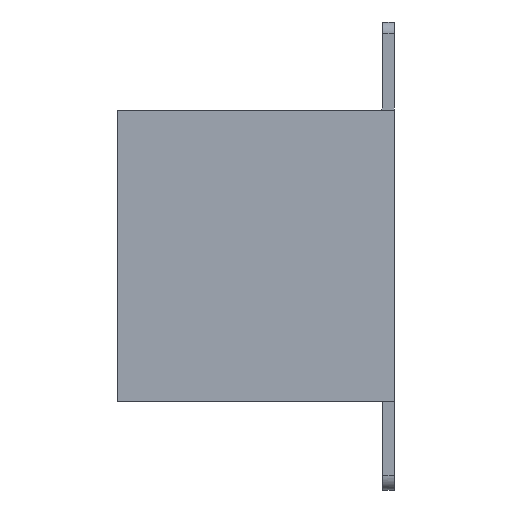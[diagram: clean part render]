
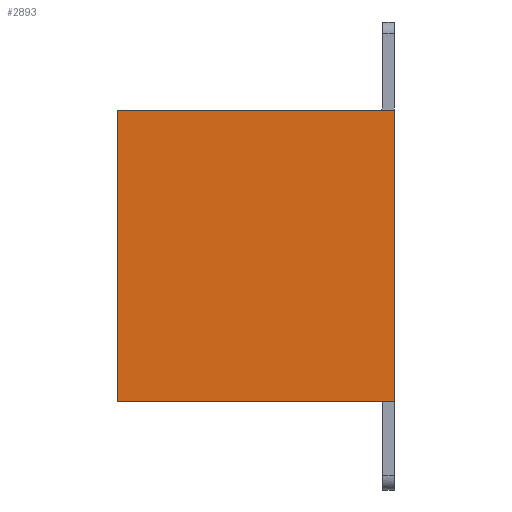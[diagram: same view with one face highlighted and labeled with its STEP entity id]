
A CAD part, left-side view. The second image highlights one B-rep face of the part: STEP entity #2893.
In plain terms, the highlighted planar face has unit normal (-1, 0, 0).
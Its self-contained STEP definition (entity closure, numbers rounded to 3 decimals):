
#196=CARTESIAN_POINT('',(0.,6.4,0.));
#197=VERTEX_POINT('',#196);
#207=CARTESIAN_POINT('',(0.,1.5,0.));
#208=VERTEX_POINT('',#207);
#209=CARTESIAN_POINT('',(0.,6.4,0.));
#210=CARTESIAN_POINT('',(0.,5.42,0.));
#211=CARTESIAN_POINT('',(0.,4.44,0.));
#212=CARTESIAN_POINT('',(0.,3.46,0.));
#213=CARTESIAN_POINT('',(0.,2.48,0.));
#214=CARTESIAN_POINT('',(0.,1.5,0.));
#215=B_SPLINE_CURVE_WITH_KNOTS('',5,(#209,#210,#211,#212,#213,#214),.UNSPECIFIED.,.F.,.U.,(6,6),(0.,4.9),.UNSPECIFIED.);
#216=EDGE_CURVE('',#197,#208,#215,.T.);
#2122=CARTESIAN_POINT('',(0.,1.5,-5.15));
#2123=VERTEX_POINT('',#2122);
#2133=CARTESIAN_POINT('',(0.,6.4,-5.15));
#2134=VERTEX_POINT('',#2133);
#2135=CARTESIAN_POINT('',(0.,6.4,-5.15));
#2136=CARTESIAN_POINT('',(0.,5.42,-5.15));
#2137=CARTESIAN_POINT('',(0.,4.44,-5.15));
#2138=CARTESIAN_POINT('',(0.,3.46,-5.15));
#2139=CARTESIAN_POINT('',(0.,2.48,-5.15));
#2140=CARTESIAN_POINT('',(0.,1.5,-5.15));
#2141=B_SPLINE_CURVE_WITH_KNOTS('',5,(#2135,#2136,#2137,#2138,#2139,#2140),.UNSPECIFIED.,.F.,.U.,(6,6),(0.9,5.8),.UNSPECIFIED.);
#2142=EDGE_CURVE('',#2134,#2123,#2141,.T.);
#2843=CARTESIAN_POINT('',(0.,6.4,-5.15));
#2844=CARTESIAN_POINT('',(0.,6.4,-4.12));
#2845=CARTESIAN_POINT('',(0.,6.4,-3.09));
#2846=CARTESIAN_POINT('',(0.,6.4,-2.06));
#2847=CARTESIAN_POINT('',(0.,6.4,-1.03));
#2848=CARTESIAN_POINT('',(0.,6.4,0.));
#2849=B_SPLINE_CURVE_WITH_KNOTS('',5,(#2843,#2844,#2845,#2846,#2847,#2848),.UNSPECIFIED.,.F.,.U.,(6,6),(0.,5.15),.UNSPECIFIED.);
#2850=EDGE_CURVE('',#2134,#197,#2849,.T.);
#2874=CARTESIAN_POINT('',(0.,3.95,-2.575));
#2875=DIRECTION('',(0.,0.,1.));
#2876=DIRECTION('',(-1.,0.,0.));
#2877=AXIS2_PLACEMENT_3D('',#2874,#2876,#2875);
#2878=PLANE('',#2877);
#2879=CARTESIAN_POINT('',(0.,1.5,0.));
#2880=CARTESIAN_POINT('',(0.,1.5,-1.03));
#2881=CARTESIAN_POINT('',(0.,1.5,-2.06));
#2882=CARTESIAN_POINT('',(0.,1.5,-3.09));
#2883=CARTESIAN_POINT('',(0.,1.5,-4.12));
#2884=CARTESIAN_POINT('',(0.,1.5,-5.15));
#2885=B_SPLINE_CURVE_WITH_KNOTS('',5,(#2879,#2880,#2881,#2882,#2883,#2884),.UNSPECIFIED.,.F.,.U.,(6,6),(0.,5.15),.UNSPECIFIED.);
#2886=EDGE_CURVE('',#208,#2123,#2885,.T.);
#2887=ORIENTED_EDGE('',*,*,#2886,.F.);
#2888=ORIENTED_EDGE('',*,*,#216,.F.);
#2889=ORIENTED_EDGE('',*,*,#2850,.F.);
#2890=ORIENTED_EDGE('',*,*,#2142,.T.);
#2891=EDGE_LOOP('',(#2887,#2888,#2889,#2890));
#2892=FACE_OUTER_BOUND('',#2891,.T.);
#2893=ADVANCED_FACE('',(#2892),#2878,.T.);
